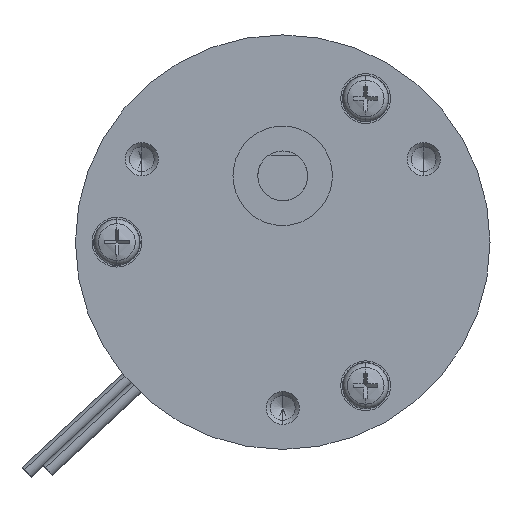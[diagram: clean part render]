
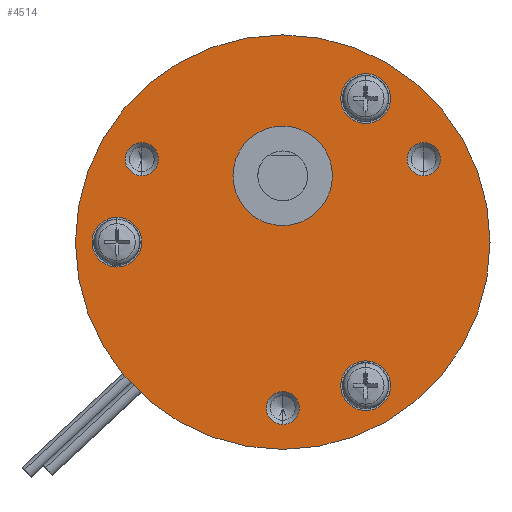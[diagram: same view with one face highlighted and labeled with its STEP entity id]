
A CAD part, left-side view. The second image highlights one B-rep face of the part: STEP entity #4514.
In plain terms, the highlighted planar face has unit normal (-1, 0, 0).
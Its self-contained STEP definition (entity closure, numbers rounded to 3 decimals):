
#4186=CARTESIAN_POINT('POINT3142',(0.,
   0.,6.));
#4187=VERTEX_POINT('VERTEX3142',#4186);
#4194=CARTESIAN_POINT('POINT3143',(0.,
   0.,-6.));
#4195=VERTEX_POINT('VERTEX3143',#4194);
#4196=CARTESIAN_POINT('POS4318',(0.,0.,
   0.));
#4197=DIRECTION('DIR6689',(-1.,0.,0.));
#4198=DIRECTION('DIR6690',(0.,0.,1.));
#4199=AXIS2_PLACEMENT_3D('AXIS2372',#4196,#4197,#4198);
#4200=CIRCLE('ELLIPSE1156',#4199,6.);
#4201=EDGE_CURVE('EDGE5160',#4187,#4195,#4200,.T.);
#4221=EDGE_CURVE('EDGE5162',#4195,#4187,#4200,.T.);
#4226=CARTESIAN_POINT('POINT3144',(0.,17.,
   4.));
#4227=VERTEX_POINT('VERTEX3144',#4226);
#4234=CARTESIAN_POINT('POINT3145',(0.,17.,
   0.));
#4235=VERTEX_POINT('VERTEX3145',#4234);
#4236=CARTESIAN_POINT('POS4322',(0.,17.,
   2.));
#4237=DIRECTION('DIR6695',(1.,0.,0.));
#4238=DIRECTION('DIR6696',(0.,0.,1.));
#4239=AXIS2_PLACEMENT_3D('AXIS2374',#4236,#4237,#4238);
#4240=CIRCLE('ELLIPSE1157',#4239,2.);
#4241=EDGE_CURVE('EDGE5164',#4235,#4227,#4240,.T.);
#4261=EDGE_CURVE('EDGE5166',#4227,#4235,#4240,.T.);
#4266=CARTESIAN_POINT('POINT3146',(0.,-17.,
   4.));
#4267=VERTEX_POINT('VERTEX3146',#4266);
#4274=CARTESIAN_POINT('POINT3147',(0.,-17.,
   0.));
#4275=VERTEX_POINT('VERTEX3147',#4274);
#4276=CARTESIAN_POINT('POS4326',(0.,-17.,
   2.));
#4277=DIRECTION('DIR6701',(1.,0.,0.));
#4278=DIRECTION('DIR6702',(0.,0.,1.));
#4279=AXIS2_PLACEMENT_3D('AXIS2376',#4276,#4277,#4278);
#4280=CIRCLE('ELLIPSE1158',#4279,2.);
#4281=EDGE_CURVE('EDGE5168',#4275,#4267,#4280,.T.);
#4301=EDGE_CURVE('EDGE5170',#4267,#4275,#4280,.T.);
#4306=CARTESIAN_POINT('POINT3148',(0.,0.,
   -30.));
#4307=VERTEX_POINT('VERTEX3148',#4306);
#4314=CARTESIAN_POINT('POINT3149',(0.,
   0.,-26.));
#4315=VERTEX_POINT('VERTEX3149',#4314);
#4316=CARTESIAN_POINT('POS4330',(0.,
   0.,-28.));
#4317=DIRECTION('DIR6707',(1.,0.,0.));
#4318=DIRECTION('DIR6708',(0.,0.,-1.));
#4319=AXIS2_PLACEMENT_3D('AXIS2378',#4316,#4317,#4318);
#4320=CIRCLE('ELLIPSE1159',#4319,2.);
#4321=EDGE_CURVE('EDGE5172',#4315,#4307,#4320,.T.);
#4341=EDGE_CURVE('EDGE5174',#4307,#4315,#4320,.T.);
#4346=CARTESIAN_POINT('POINT3150',(0.,
   -12.598,-23.821));
#4347=VERTEX_POINT('VERTEX3150',#4346);
#4354=CARTESIAN_POINT('POINT3151',(0.,
   -7.402,-26.821));
#4355=VERTEX_POINT('VERTEX3151',#4354);
#4356=CARTESIAN_POINT('POS4334',(0.,-10.,
   -25.321));
#4357=DIRECTION('DIR6713',(1.,0.,0.));
#4358=DIRECTION('DIR6714',(0.,-0.866
   ,0.5));
#4359=AXIS2_PLACEMENT_3D('AXIS2380',#4356,#4357,#4358);
#4360=CIRCLE('ELLIPSE1160',#4359,3.);
#4361=EDGE_CURVE('EDGE5176',#4355,#4347,#4360,.T.);
#4381=EDGE_CURVE('EDGE5178',#4347,#4355,#4360,.T.);
#4386=CARTESIAN_POINT('POINT3152',(0.,
   -7.402,10.821));
#4387=VERTEX_POINT('VERTEX3152',#4386);
#4394=CARTESIAN_POINT('POINT3153',(0.,
   -12.598,7.821));
#4395=VERTEX_POINT('VERTEX3153',#4394);
#4396=CARTESIAN_POINT('POS4338',(0.,-10.,
   9.321));
#4397=DIRECTION('DIR6719',(1.,0.,0.));
#4398=DIRECTION('DIR6720',(0.,0.866,
   0.5));
#4399=AXIS2_PLACEMENT_3D('AXIS2382',#4396,#4397,#4398);
#4400=CIRCLE('ELLIPSE1161',#4399,3.);
#4401=EDGE_CURVE('EDGE5180',#4395,#4387,#4400,.T.);
#4421=EDGE_CURVE('EDGE5182',#4387,#4395,#4400,.T.);
#4426=CARTESIAN_POINT('POINT3154',(0.,20.,
   -11.));
#4427=VERTEX_POINT('VERTEX3154',#4426);
#4434=CARTESIAN_POINT('POINT3155',(0.,20.,
   -5.));
#4435=VERTEX_POINT('VERTEX3155',#4434);
#4436=CARTESIAN_POINT('POS4342',(0.,20.,-8.));
#4437=DIRECTION('DIR6725',(1.,0.,0.));
#4438=DIRECTION('DIR6726',(0.,0.,-1.));
#4439=AXIS2_PLACEMENT_3D('AXIS2384',#4436,#4437,#4438);
#4440=CIRCLE('ELLIPSE1162',#4439,3.);
#4441=EDGE_CURVE('EDGE5184',#4435,#4427,#4440,.T.);
#4461=EDGE_CURVE('EDGE5186',#4427,#4435,#4440,.T.);
#4466=CARTESIAN_POINT('POINT3156',(0.,0.,
   -33.));
#4467=VERTEX_POINT('VERTEX3156',#4466);
#4468=CARTESIAN_POINT('POINT3157',(0.,
   0.,17.));
#4469=VERTEX_POINT('VERTEX3157',#4468);
#4470=CARTESIAN_POINT('POS4345',(0.,0.,-8.));
#4471=DIRECTION('DIR6730',(-1.,0.,0.));
#4472=DIRECTION('DIR6731',(0.,0.,-1.));
#4473=AXIS2_PLACEMENT_3D('AXIS2386',#4470,#4471,#4472);
#4474=CIRCLE('ELLIPSE1163',#4473,25.);
#4475=EDGE_CURVE('EDGE5187',#4467,#4469,#4474,.T.);
#4476=ORIENTED_EDGE('COEDGE10395',*,*,#4475,.T.);
#4477=EDGE_CURVE('EDGE5188',#4469,#4467,#4474,.T.);
#4478=ORIENTED_EDGE('COEDGE10396',*,*,#4477,.T.);
#4479=EDGE_LOOP('NONE',(#4476,#4478));
#4480=FACE_BOUND('LOOP1',#4479,.T.);
#4481=ORIENTED_EDGE('COEDGE10397',*,*,#4461,.T.);
#4482=ORIENTED_EDGE('COEDGE10398',*,*,#4441,.T.);
#4483=EDGE_LOOP('NONE',(#4481,#4482));
#4484=FACE_BOUND('LOOP1',#4483,.T.);
#4485=ORIENTED_EDGE('COEDGE10399',*,*,#4421,.T.);
#4486=ORIENTED_EDGE('COEDGE10400',*,*,#4401,.T.);
#4487=EDGE_LOOP('NONE',(#4485,#4486));
#4488=FACE_BOUND('LOOP1',#4487,.T.);
#4489=ORIENTED_EDGE('COEDGE10401',*,*,#4381,.T.);
#4490=ORIENTED_EDGE('COEDGE10402',*,*,#4361,.T.);
#4491=EDGE_LOOP('NONE',(#4489,#4490));
#4492=FACE_BOUND('LOOP1',#4491,.T.);
#4493=ORIENTED_EDGE('COEDGE10403',*,*,#4341,.T.);
#4494=ORIENTED_EDGE('COEDGE10404',*,*,#4321,.T.);
#4495=EDGE_LOOP('NONE',(#4493,#4494));
#4496=FACE_BOUND('LOOP1',#4495,.T.);
#4497=ORIENTED_EDGE('COEDGE10405',*,*,#4301,.T.);
#4498=ORIENTED_EDGE('COEDGE10406',*,*,#4281,.T.);
#4499=EDGE_LOOP('NONE',(#4497,#4498));
#4500=FACE_BOUND('LOOP1',#4499,.T.);
#4501=ORIENTED_EDGE('COEDGE10407',*,*,#4261,.T.);
#4502=ORIENTED_EDGE('COEDGE10408',*,*,#4241,.T.);
#4503=EDGE_LOOP('NONE',(#4501,#4502));
#4504=FACE_BOUND('LOOP1',#4503,.T.);
#4505=ORIENTED_EDGE('COEDGE10409',*,*,#4221,.F.);
#4506=ORIENTED_EDGE('COEDGE10410',*,*,#4201,.F.);
#4507=EDGE_LOOP('NONE',(#4505,#4506));
#4508=FACE_BOUND('LOOP1',#4507,.T.);
#4509=CARTESIAN_POINT('POS4346',(0.,0.,-8.));
#4510=DIRECTION('DIR6732',(-1.,0.,0.));
#4511=DIRECTION('DIR6733',(0.,1.,0.));
#4512=AXIS2_PLACEMENT_3D('AXIS2387',#4509,#4510,#4511);
#4513=PLANE('PLANE697',#4512);
#4514=ADVANCED_FACE('FACE2268',(#4480,#4484,#4488,#4492,#4496,#4500,
   #4504,#4508),#4513,.T.);
